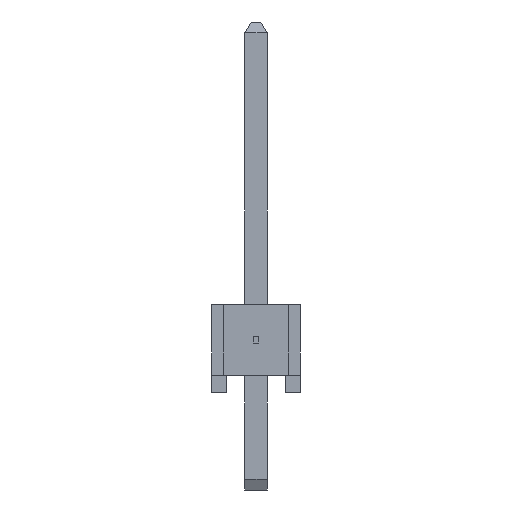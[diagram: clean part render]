
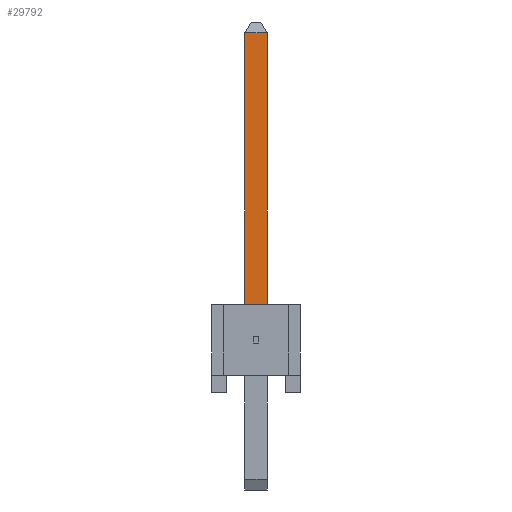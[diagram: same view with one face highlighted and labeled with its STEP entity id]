
A CAD part, left-side view. The second image highlights one B-rep face of the part: STEP entity #29792.
In plain terms, the highlighted planar face has unit normal (-1, 0, 0).
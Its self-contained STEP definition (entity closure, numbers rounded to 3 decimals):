
#29792 = ADVANCED_FACE('',(#29793),#29827,.F.);
#29793 = FACE_BOUND('',#29794,.T.);
#29794 = EDGE_LOOP('',(#29795,#29805,#29813,#29821));
#29795 = ORIENTED_EDGE('',*,*,#29796,.T.);
#29796 = EDGE_CURVE('',#29797,#29799,#29801,.T.);
#29797 = VERTEX_POINT('',#29798);
#29798 = CARTESIAN_POINT('',(-29.528,13.157,0.318));
#29799 = VERTEX_POINT('',#29800);
#29800 = CARTESIAN_POINT('',(-29.528,13.157,-0.318));
#29801 = LINE('',#29802,#29803);
#29802 = CARTESIAN_POINT('',(-29.528,13.157,2.54));
#29803 = VECTOR('',#29804,1.);
#29804 = DIRECTION('',(0.,0.,-1.));
#29805 = ORIENTED_EDGE('',*,*,#29806,.T.);
#29806 = EDGE_CURVE('',#29799,#29807,#29809,.T.);
#29807 = VERTEX_POINT('',#29808);
#29808 = CARTESIAN_POINT('',(-29.528,4.191,-0.318));
#29809 = LINE('',#29810,#29811);
#29810 = CARTESIAN_POINT('',(-29.528,13.462,-0.318));
#29811 = VECTOR('',#29812,1.);
#29812 = DIRECTION('',(0.,-1.,0.));
#29813 = ORIENTED_EDGE('',*,*,#29814,.F.);
#29814 = EDGE_CURVE('',#29815,#29807,#29817,.T.);
#29815 = VERTEX_POINT('',#29816);
#29816 = CARTESIAN_POINT('',(-29.528,4.191,0.318));
#29817 = LINE('',#29818,#29819);
#29818 = CARTESIAN_POINT('',(-29.528,4.191,0.318));
#29819 = VECTOR('',#29820,1.);
#29820 = DIRECTION('',(0.,0.,-1.));
#29821 = ORIENTED_EDGE('',*,*,#29822,.F.);
#29822 = EDGE_CURVE('',#29797,#29815,#29823,.T.);
#29823 = LINE('',#29824,#29825);
#29824 = CARTESIAN_POINT('',(-29.528,13.462,0.318));
#29825 = VECTOR('',#29826,1.);
#29826 = DIRECTION('',(0.,-1.,0.));
#29827 = PLANE('',#29828);
#29828 = AXIS2_PLACEMENT_3D('',#29829,#29830,#29831);
#29829 = CARTESIAN_POINT('',(-29.528,13.462,0.318));
#29830 = DIRECTION('',(1.,0.,0.));
#29831 = DIRECTION('',(0.,0.,-1.));
